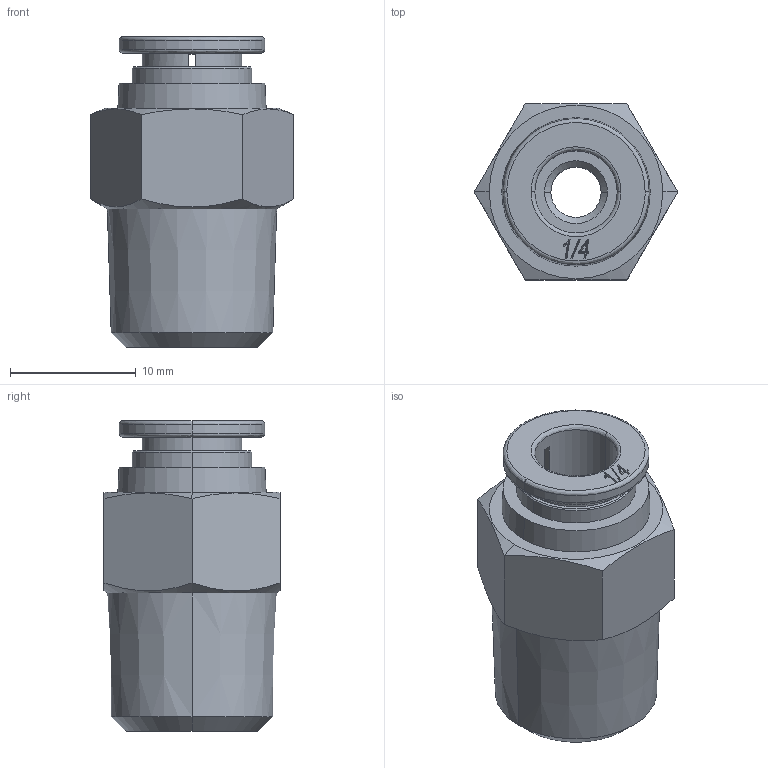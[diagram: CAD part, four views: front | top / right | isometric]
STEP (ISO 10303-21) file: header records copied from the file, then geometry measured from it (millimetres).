
FILE_DESCRIPTION (( 'STEP AP214' ), '1' );
FILE_NAME ('MS14-14N-SS.step', '2018-03-13T19:27:10', ( '' ), ( '' ), 'SwSTEP 2.0', 'SolidWorks 2017', '' );
FILE_SCHEMA (( 'AUTOMOTIVE_DESIGN' ));
Length unit declared in the file: inch
Products named in the file (1): MS14-14N-SS
Bounding box: 16.17 x 14 x 24.7 mm (x, y, z)
Volume: 2631.6 mm3; surface area: 1876.8 mm2
Topology: 1 solids, 1 shells, 87 faces, 216 edges, 138 vertices
Faces by surface type: plane 47, cone 18, cylinder 12, bspline 10
Entity records: 3156 total; most frequent: CARTESIAN_POINT 1084, ORIENTED_EDGE 432, DIRECTION 399, EDGE_CURVE 216, VERTEX_POINT 138, AXIS2_PLACEMENT_3D 138, VECTOR 123, LINE 123
